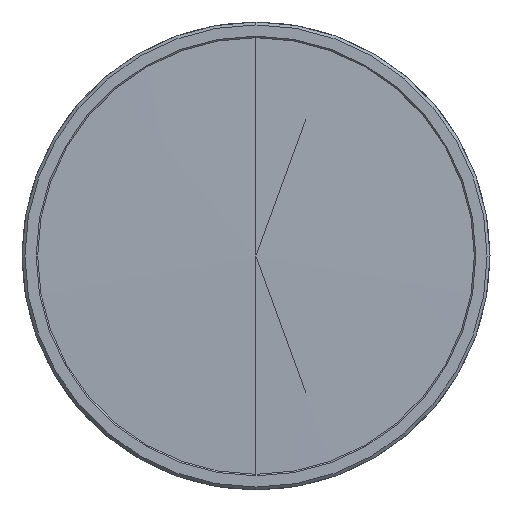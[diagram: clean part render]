
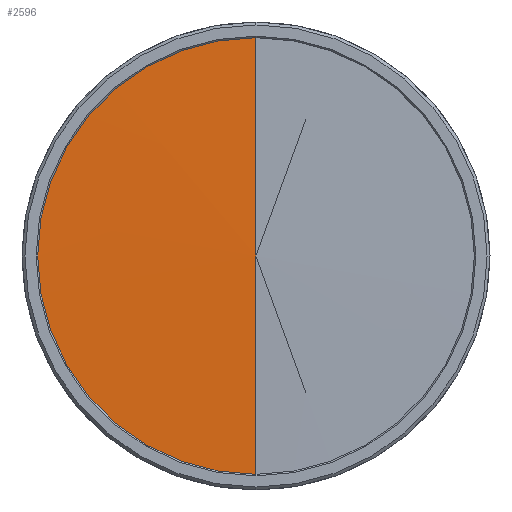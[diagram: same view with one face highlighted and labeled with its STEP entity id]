
A CAD part, left-side view. The second image highlights one B-rep face of the part: STEP entity #2596.
In plain terms, the highlighted conical face has half-angle 89.256 degrees and reference radius 76.982 mm.
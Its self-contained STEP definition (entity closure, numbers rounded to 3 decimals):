
#30 = DIRECTION ( 'NONE',  ( 0., 0., -1. ) ) ;
#332 = VECTOR ( 'NONE', #1684, 1000. ) ;
#396 = EDGE_CURVE ( 'NONE', #523, #2826, #4847, .T. ) ;
#523 = VERTEX_POINT ( 'NONE', #5112 ) ;
#728 = CARTESIAN_POINT ( 'NONE',  ( 0.97, 0., 0. ) ) ;
#1108 = DIRECTION ( 'NONE',  ( 1., 0., 0. ) ) ;
#1144 = VERTEX_POINT ( 'NONE', #5324 ) ;
#1245 = ORIENTED_EDGE ( 'NONE', *, *, #2443, .T. ) ;
#1495 = LINE ( 'NONE', #5585, #332 ) ;
#1513 = ORIENTED_EDGE ( 'NONE', *, *, #396, .F. ) ;
#1589 = ORIENTED_EDGE ( 'NONE', *, *, #5587, .F. ) ;
#1684 = DIRECTION ( 'NONE',  ( 0.013, 0., -1. ) ) ;
#1733 = EDGE_LOOP ( 'NONE', ( #1589, #1245, #1513 ) ) ;
#2442 = CONICAL_SURFACE ( 'NONE', #3800, 76.982, 1.558 ) ;
#2443 = EDGE_CURVE ( 'NONE', #1144, #2826, #4828, .T. ) ;
#2596 = ADVANCED_FACE ( 'NONE', ( #3949 ), #2442, .T. ) ;
#2655 = DIRECTION ( 'NONE',  ( 1., 0., 0. ) ) ;
#2826 = VERTEX_POINT ( 'NONE', #4165 ) ;
#3201 = VECTOR ( 'NONE', #3384, 1000. ) ;
#3363 = CARTESIAN_POINT ( 'NONE',  ( 1., 0., 76.982 ) ) ;
#3384 = DIRECTION ( 'NONE',  ( 0.013, 0., 1. ) ) ;
#3519 = CARTESIAN_POINT ( 'NONE',  ( 1., 0., 0. ) ) ;
#3800 = AXIS2_PLACEMENT_3D ( 'NONE', #3519, #2655, #30 ) ;
#3949 = FACE_OUTER_BOUND ( 'NONE', #1733, .T. ) ;
#4165 = CARTESIAN_POINT ( 'NONE',  ( 0.97, 0., 74.65 ) ) ;
#4430 = AXIS2_PLACEMENT_3D ( 'NONE', #728, #1108, #4570 ) ;
#4570 = DIRECTION ( 'NONE',  ( 0., 0., -1. ) ) ;
#4828 = LINE ( 'NONE', #3363, #3201 ) ;
#4847 = CIRCLE ( 'NONE', #4430, 74.65 ) ;
#5112 = CARTESIAN_POINT ( 'NONE',  ( 0.97, 0., -74.65 ) ) ;
#5324 = CARTESIAN_POINT ( 'NONE',  ( 0., 0., 0. ) ) ;
#5585 = CARTESIAN_POINT ( 'NONE',  ( 1., 0., -76.982 ) ) ;
#5587 = EDGE_CURVE ( 'NONE', #1144, #523, #1495, .T. ) ;
